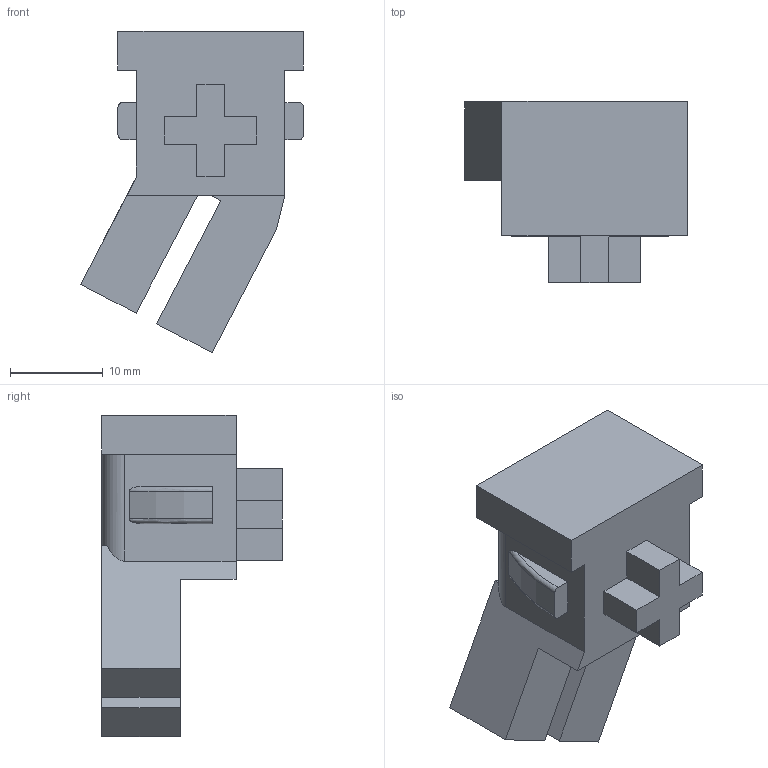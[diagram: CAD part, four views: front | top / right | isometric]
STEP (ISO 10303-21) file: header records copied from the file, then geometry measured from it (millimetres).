
FILE_DESCRIPTION(/* description */ (''),/* implementation_level */ '2;1');
FILE_NAME(/* name */ 'connector_male_bend_left.stp',/* time_stamp */ '2025-11-02T17:53:08+09:00',/* author */ ('hibik'),/* organization */ (''),/* preprocessor_version */ 'ST-DEVELOPER v20.1',/* originating_system */ 'Autodesk Inventor 2026',/* authorisation */ '');
FILE_SCHEMA (('AUTOMOTIVE_DESIGN { 1 0 10303 214 3 1 1 }'));
Length unit declared in the file: millimetre
Products named in the file (1): connector_male_bend_left
Bounding box: 24.02 x 19.5 x 34.7 mm (x, y, z)
Volume: 6390.7 mm3; surface area: 2847.8 mm2
Topology: 1 solids, 1 shells, 49 faces, 130 edges, 86 vertices
Faces by surface type: plane 41, cylinder 4, torus 4
Entity records: 1593 total; most frequent: CARTESIAN_POINT 310, ORIENTED_EDGE 260, DIRECTION 243, EDGE_CURVE 130, LINE 109, VECTOR 109, VERTEX_POINT 86, AXIS2_PLACEMENT_3D 67
